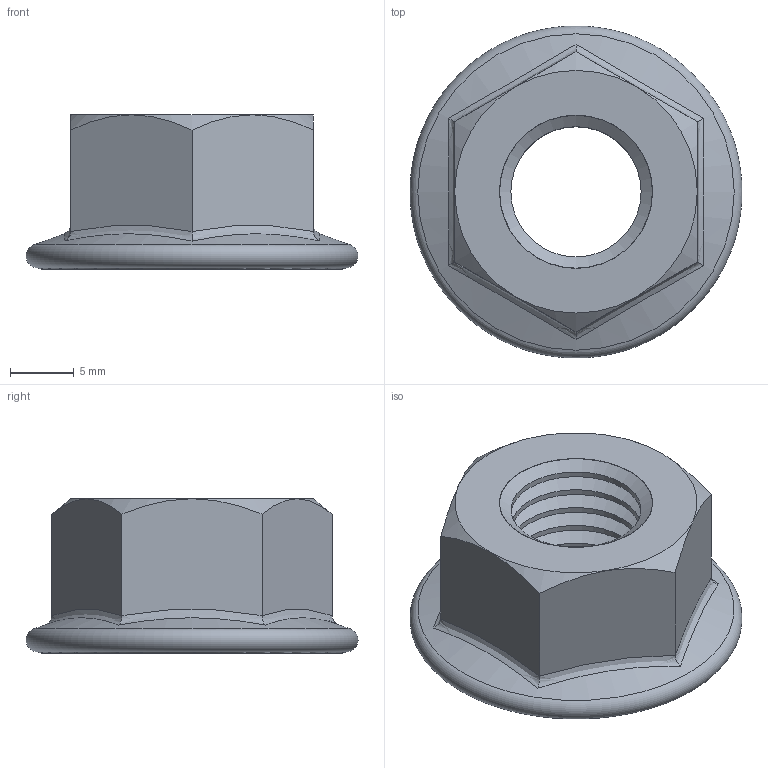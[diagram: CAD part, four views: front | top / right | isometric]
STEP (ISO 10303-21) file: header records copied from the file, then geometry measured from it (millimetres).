
FILE_DESCRIPTION (( 'STEP AP203' ), '1' );
FILE_NAME ('CLP1M-N-12 Ãàéêà ñî ñòîïîðíûì áóðòîì Ì12.STEP', '2016-02-11T13:00:15', ( '' ), ( '' ), 'SwSTEP 2.0', 'SolidWorks 2014', '' );
FILE_SCHEMA (( 'CONFIG_CONTROL_DESIGN' ));
Length unit declared in the file: millimetre
Products named in the file (1): CLP1M-N-12 Ãàéêà ñî ñòîïîðíûì áóðòîì Ì12
Bounding box: 26 x 26 x 12.1 mm (x, y, z)
Volume: 3084.5 mm3; surface area: 2171.6 mm2
Topology: 1 solids, 1 shells, 189 faces, 384 edges, 196 vertices
Faces by surface type: plane 79, bspline 78, cone 23, cylinder 8, torus 1
Full cylindrical faces by diameter (mm): 10.2 x7, 12 x1
Entity records: 7255 total; most frequent: CARTESIAN_POINT 4100, ORIENTED_EDGE 710, DIRECTION 436, EDGE_CURVE 355, B_SPLINE_CURVE_WITH_KNOTS 246, EDGE_LOOP 216, AXIS2_PLACEMENT_3D 215, FACE_OUTER_BOUND 198
